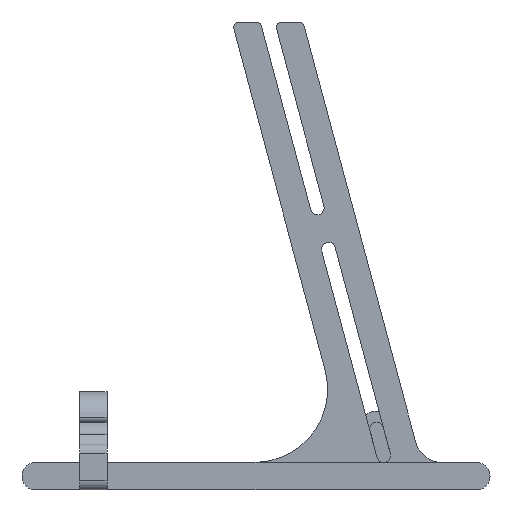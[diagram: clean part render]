
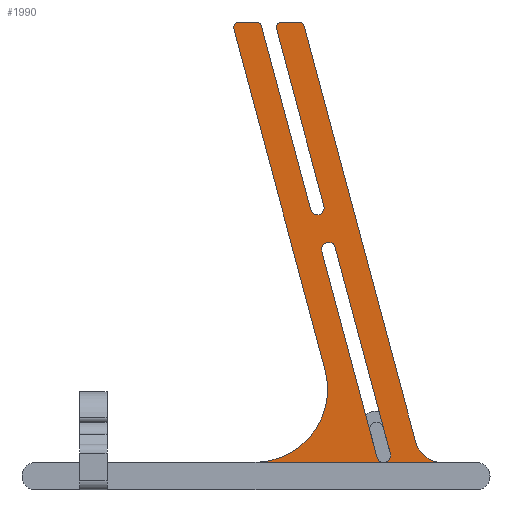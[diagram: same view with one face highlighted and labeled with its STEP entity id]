
A CAD part, left-side view. The second image highlights one B-rep face of the part: STEP entity #1990.
In plain terms, the highlighted planar face has unit normal (-1, 0, 0).
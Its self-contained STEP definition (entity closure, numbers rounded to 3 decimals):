
#48=FACE_BOUND('',#255,.T.);
#65=PLANE('',#2177);
#141=FACE_OUTER_BOUND('',#254,.T.);
#254=EDGE_LOOP('',(#1442,#1443,#1444,#1445,#1446,#1447,#1448,#1449,#1450,
#1451,#1452,#1453,#1454,#1455,#1456,#1457,#1458,#1459));
#255=EDGE_LOOP('',(#1460,#1461,#1462,#1463));
#350=LINE('',#2988,#550);
#355=LINE('',#3003,#555);
#360=LINE('',#3018,#560);
#364=LINE('',#3029,#564);
#366=LINE('',#3034,#566);
#371=LINE('',#3048,#571);
#375=LINE('',#3060,#575);
#379=LINE('',#3072,#579);
#384=LINE('',#3084,#584);
#386=LINE('',#3093,#586);
#391=LINE('',#3105,#591);
#550=VECTOR('',#2359,10.);
#555=VECTOR('',#2372,10.);
#560=VECTOR('',#2385,10.);
#564=VECTOR('',#2397,10.);
#566=VECTOR('',#2401,10.);
#571=VECTOR('',#2414,10.);
#575=VECTOR('',#2426,10.);
#579=VECTOR('',#2438,10.);
#584=VECTOR('',#2451,10.);
#586=VECTOR('',#2461,10.);
#591=VECTOR('',#2474,10.);
#748=CIRCLE('',#2133,13.333);
#750=CIRCLE('',#2137,5.);
#752=CIRCLE('',#2141,1.25);
#754=CIRCLE('',#2145,1.272);
#756=CIRCLE('',#2150,1.);
#758=CIRCLE('',#2154,1.25);
#760=CIRCLE('',#2158,1.);
#762=CIRCLE('',#2162,1.);
#764=CIRCLE('',#2166,2.5);
#766=CIRCLE('',#2170,2.5);
#768=CIRCLE('',#2174,1.);
#842=VERTEX_POINT('',#2978);
#843=VERTEX_POINT('',#2979);
#846=VERTEX_POINT('',#2987);
#848=VERTEX_POINT('',#2993);
#849=VERTEX_POINT('',#2994);
#852=VERTEX_POINT('',#3002);
#854=VERTEX_POINT('',#3008);
#855=VERTEX_POINT('',#3009);
#858=VERTEX_POINT('',#3017);
#860=VERTEX_POINT('',#3023);
#862=VERTEX_POINT('',#3032);
#863=VERTEX_POINT('',#3033);
#866=VERTEX_POINT('',#3041);
#868=VERTEX_POINT('',#3047);
#870=VERTEX_POINT('',#3053);
#872=VERTEX_POINT('',#3059);
#874=VERTEX_POINT('',#3065);
#876=VERTEX_POINT('',#3071);
#879=VERTEX_POINT('',#3082);
#880=VERTEX_POINT('',#3086);
#882=VERTEX_POINT('',#3092);
#885=VERTEX_POINT('',#3103);
#1038=EDGE_CURVE('',#842,#843,#748,.T.);
#1042=EDGE_CURVE('',#846,#843,#350,.T.);
#1045=EDGE_CURVE('',#848,#849,#750,.T.);
#1049=EDGE_CURVE('',#852,#849,#355,.T.);
#1052=EDGE_CURVE('',#854,#855,#752,.T.);
#1056=EDGE_CURVE('',#858,#854,#360,.T.);
#1059=EDGE_CURVE('',#860,#858,#754,.T.);
#1062=EDGE_CURVE('',#855,#860,#364,.T.);
#1064=EDGE_CURVE('',#862,#863,#366,.T.);
#1068=EDGE_CURVE('',#866,#863,#756,.T.);
#1071=EDGE_CURVE('',#866,#868,#371,.T.);
#1074=EDGE_CURVE('',#868,#870,#758,.T.);
#1077=EDGE_CURVE('',#870,#872,#375,.T.);
#1080=EDGE_CURVE('',#874,#872,#760,.T.);
#1083=EDGE_CURVE('',#874,#876,#379,.T.);
#1086=EDGE_CURVE('',#846,#876,#762,.T.);
#1090=EDGE_CURVE('',#842,#879,#384,.T.);
#1091=EDGE_CURVE('',#880,#879,#764,.T.);
#1094=EDGE_CURVE('',#880,#882,#386,.T.);
#1097=EDGE_CURVE('',#852,#882,#766,.T.);
#1101=EDGE_CURVE('',#848,#885,#391,.T.);
#1102=EDGE_CURVE('',#862,#885,#768,.T.);
#1442=ORIENTED_EDGE('',*,*,#1102,.F.);
#1443=ORIENTED_EDGE('',*,*,#1064,.T.);
#1444=ORIENTED_EDGE('',*,*,#1068,.F.);
#1445=ORIENTED_EDGE('',*,*,#1071,.T.);
#1446=ORIENTED_EDGE('',*,*,#1074,.T.);
#1447=ORIENTED_EDGE('',*,*,#1077,.T.);
#1448=ORIENTED_EDGE('',*,*,#1080,.F.);
#1449=ORIENTED_EDGE('',*,*,#1083,.T.);
#1450=ORIENTED_EDGE('',*,*,#1086,.F.);
#1451=ORIENTED_EDGE('',*,*,#1042,.T.);
#1452=ORIENTED_EDGE('',*,*,#1038,.F.);
#1453=ORIENTED_EDGE('',*,*,#1090,.T.);
#1454=ORIENTED_EDGE('',*,*,#1091,.F.);
#1455=ORIENTED_EDGE('',*,*,#1094,.T.);
#1456=ORIENTED_EDGE('',*,*,#1097,.F.);
#1457=ORIENTED_EDGE('',*,*,#1049,.T.);
#1458=ORIENTED_EDGE('',*,*,#1045,.F.);
#1459=ORIENTED_EDGE('',*,*,#1101,.T.);
#1460=ORIENTED_EDGE('',*,*,#1062,.F.);
#1461=ORIENTED_EDGE('',*,*,#1052,.F.);
#1462=ORIENTED_EDGE('',*,*,#1056,.F.);
#1463=ORIENTED_EDGE('',*,*,#1059,.F.);
#1990=ADVANCED_FACE('',(#141,#48),#65,.F.);
#2133=AXIS2_PLACEMENT_3D('',#2980,#2351,#2352);
#2137=AXIS2_PLACEMENT_3D('',#2995,#2364,#2365);
#2141=AXIS2_PLACEMENT_3D('',#3010,#2377,#2378);
#2145=AXIS2_PLACEMENT_3D('',#3024,#2390,#2391);
#2150=AXIS2_PLACEMENT_3D('',#3042,#2407,#2408);
#2154=AXIS2_PLACEMENT_3D('',#3054,#2419,#2420);
#2158=AXIS2_PLACEMENT_3D('',#3066,#2431,#2432);
#2162=AXIS2_PLACEMENT_3D('',#3077,#2443,#2444);
#2166=AXIS2_PLACEMENT_3D('',#3087,#2454,#2455);
#2170=AXIS2_PLACEMENT_3D('',#3098,#2466,#2467);
#2174=AXIS2_PLACEMENT_3D('',#3107,#2477,#2478);
#2177=AXIS2_PLACEMENT_3D('',#3110,#2483,#2484);
#2351=DIRECTION('center_axis',(-1.,0.,0.));
#2352=DIRECTION('ref_axis',(0.,-0.793,-0.609));
#2359=DIRECTION('',(0.,-0.259,-0.966));
#2364=DIRECTION('center_axis',(-1.,0.,0.));
#2365=DIRECTION('ref_axis',(0.,0.609,-0.793));
#2372=DIRECTION('',(0.,1.,0.));
#2377=DIRECTION('center_axis',(-1.,0.,0.));
#2378=DIRECTION('ref_axis',(0.,1.,0.));
#2385=DIRECTION('',(0.,-0.259,-0.966));
#2390=DIRECTION('center_axis',(-1.,0.,0.));
#2391=DIRECTION('ref_axis',(0.,1.,0.));
#2397=DIRECTION('',(0.,0.259,0.966));
#2401=DIRECTION('',(0.,1.,0.));
#2407=DIRECTION('center_axis',(1.,0.,0.));
#2408=DIRECTION('ref_axis',(0.,0.966,-0.259));
#2414=DIRECTION('',(0.,-0.259,-0.966));
#2419=DIRECTION('center_axis',(1.,0.,0.));
#2420=DIRECTION('ref_axis',(0.,1.,0.));
#2426=DIRECTION('',(0.,0.259,0.966));
#2431=DIRECTION('center_axis',(1.,0.,0.));
#2432=DIRECTION('ref_axis',(0.,0.,1.));
#2438=DIRECTION('',(0.,1.,0.));
#2443=DIRECTION('center_axis',(1.,0.,0.));
#2444=DIRECTION('ref_axis',(0.,0.966,-0.259));
#2451=DIRECTION('',(0.,1.,0.));
#2454=DIRECTION('center_axis',(1.,0.,0.));
#2455=DIRECTION('ref_axis',(0.,1.,0.));
#2461=DIRECTION('',(0.,-1.,0.));
#2466=DIRECTION('center_axis',(1.,0.,0.));
#2467=DIRECTION('ref_axis',(0.,1.,0.));
#2474=DIRECTION('',(0.,0.259,0.966));
#2477=DIRECTION('center_axis',(1.,0.,0.));
#2478=DIRECTION('ref_axis',(0.,0.,1.));
#2483=DIRECTION('center_axis',(1.,0.,0.));
#2484=DIRECTION('ref_axis',(0.,1.,0.));
#2978=CARTESIAN_POINT('',(0.,-26.738,29.127));
#2979=CARTESIAN_POINT('',(0.,-39.617,45.911));
#2980=CARTESIAN_POINT('Origin',(0.,-26.738,42.46));
#2987=CARTESIAN_POINT('',(0.,-23.016,107.868));
#2988=CARTESIAN_POINT('',(0.,-23.016,107.868));
#2993=CARTESIAN_POINT('',(0.,-56.062,32.833));
#2994=CARTESIAN_POINT('',(0.,-60.892,29.127));
#2995=CARTESIAN_POINT('Origin',(0.,-60.892,34.127));
#3002=CARTESIAN_POINT('',(0.,-67.055,29.127));
#3003=CARTESIAN_POINT('',(0.,-67.055,29.127));
#3008=CARTESIAN_POINT('',(0.,-49.043,30.054));
#3009=CARTESIAN_POINT('',(0.,-51.457,30.701));
#3010=CARTESIAN_POINT('Origin',(0.,-50.25,30.377));
#3017=CARTESIAN_POINT('',(0.,-39.002,67.526));
#3018=CARTESIAN_POINT('',(0.,-49.291,29.127));
#3023=CARTESIAN_POINT('',(0.,-41.331,68.493));
#3024=CARTESIAN_POINT('Origin',(0.,-40.231,67.855));
#3029=CARTESIAN_POINT('',(0.,-30.78,107.868));
#3032=CARTESIAN_POINT('',(0.,-34.852,109.127));
#3033=CARTESIAN_POINT('',(0.,-31.746,109.127));
#3034=CARTESIAN_POINT('',(0.,-34.852,109.127));
#3041=CARTESIAN_POINT('',(0.,-30.78,107.868));
#3042=CARTESIAN_POINT('Origin',(0.,-31.746,108.127));
#3047=CARTESIAN_POINT('',(0.,-39.4,75.701));
#3048=CARTESIAN_POINT('',(0.,-30.78,107.868));
#3053=CARTESIAN_POINT('',(0.,-36.985,75.054));
#3054=CARTESIAN_POINT('Origin',(0.,-38.192,75.377));
#3059=CARTESIAN_POINT('',(0.,-28.053,108.386));
#3060=CARTESIAN_POINT('',(0.,-49.291,29.127));
#3065=CARTESIAN_POINT('',(0.,-27.087,109.127));
#3066=CARTESIAN_POINT('Origin',(0.,-27.087,108.127));
#3071=CARTESIAN_POINT('',(0.,-23.982,109.127));
#3072=CARTESIAN_POINT('',(0.,-27.087,109.127));
#3077=CARTESIAN_POINT('Origin',(0.,-23.982,108.127));
#3082=CARTESIAN_POINT('',(0.,12.945,29.127));
#3084=CARTESIAN_POINT('',(0.,-67.055,29.127));
#3086=CARTESIAN_POINT('',(0.,12.945,24.127));
#3087=CARTESIAN_POINT('Origin',(0.,12.945,26.627));
#3092=CARTESIAN_POINT('',(0.,-67.055,24.127));
#3093=CARTESIAN_POINT('',(0.,12.945,24.127));
#3098=CARTESIAN_POINT('Origin',(0.,-67.055,26.627));
#3103=CARTESIAN_POINT('',(0.,-35.818,108.386));
#3105=CARTESIAN_POINT('',(0.,-57.055,29.127));
#3107=CARTESIAN_POINT('Origin',(0.,-34.852,108.127));
#3110=CARTESIAN_POINT('Origin',(0.,-27.055,66.627));
